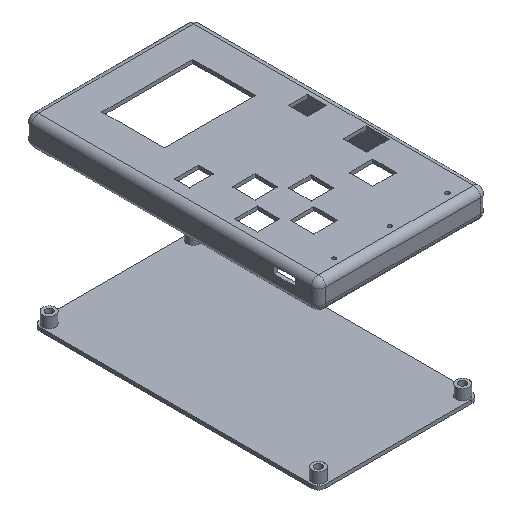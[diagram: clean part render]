
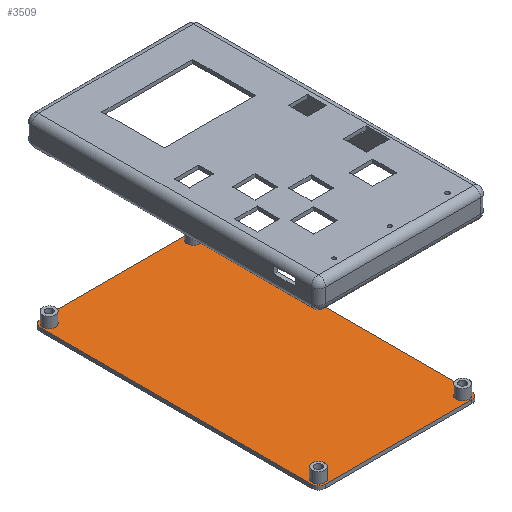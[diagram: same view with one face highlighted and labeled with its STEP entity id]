
A CAD part, isometric view. The second image highlights one B-rep face of the part: STEP entity #3509.
In plain terms, the highlighted planar face has unit normal (0, 0, 1).
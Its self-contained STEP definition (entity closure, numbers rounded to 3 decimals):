
#102 = DIRECTION ( 'NONE',  ( -1., 0., 0. ) ) ;
#119 = FACE_BOUND ( 'NONE', #3792, .T. ) ;
#192 = CIRCLE ( 'NONE', #4062, 2. ) ;
#227 = DIRECTION ( 'NONE',  ( -1., 0., 0. ) ) ;
#245 = ORIENTED_EDGE ( 'NONE', *, *, #1079, .F. ) ;
#247 = DIRECTION ( 'NONE',  ( -1., 0., 0. ) ) ;
#275 = ORIENTED_EDGE ( 'NONE', *, *, #2392, .T. ) ;
#283 = CARTESIAN_POINT ( 'NONE',  ( 2.286, 77.724, -50. ) ) ;
#294 = CARTESIAN_POINT ( 'NONE',  ( 42.672, 2.286, -50. ) ) ;
#346 = LINE ( 'NONE', #3989, #3245 ) ;
#367 = EDGE_LOOP ( 'NONE', ( #4723, #3852 ) ) ;
#438 = DIRECTION ( 'NONE',  ( 0., 0., -1. ) ) ;
#441 = EDGE_LOOP ( 'NONE', ( #2626, #275 ) ) ;
#489 = EDGE_LOOP ( 'NONE', ( #4839, #2927, #1235, #4875, #2869, #245, #2309, #1708 ) ) ;
#493 = VERTEX_POINT ( 'NONE', #1014 ) ;
#534 = VECTOR ( 'NONE', #3574, 1000. ) ;
#541 = EDGE_CURVE ( 'NONE', #3237, #2931, #4756, .T. ) ;
#559 = ORIENTED_EDGE ( 'NONE', *, *, #910, .T. ) ;
#611 = DIRECTION ( 'NONE',  ( 0., 0., -1. ) ) ;
#642 = VERTEX_POINT ( 'NONE', #1991 ) ;
#656 = CIRCLE ( 'NONE', #1032, 1.8 ) ;
#714 = CARTESIAN_POINT ( 'NONE',  ( 43., 0., -50. ) ) ;
#743 = DIRECTION ( 'NONE',  ( -1., 0., 0. ) ) ;
#773 = AXIS2_PLACEMENT_3D ( 'NONE', #3825, #4617, #4234 ) ;
#776 = DIRECTION ( 'NONE',  ( 0., 0., -1. ) ) ;
#805 = AXIS2_PLACEMENT_3D ( 'NONE', #294, #3650, #1380 ) ;
#828 = LINE ( 'NONE', #924, #534 ) ;
#845 = CARTESIAN_POINT ( 'NONE',  ( 2., 80., -50. ) ) ;
#891 = CARTESIAN_POINT ( 'NONE',  ( 42.672, 2.286, -50. ) ) ;
#910 = EDGE_CURVE ( 'NONE', #4372, #4203, #1186, .T. ) ;
#924 = CARTESIAN_POINT ( 'NONE',  ( 0., 0., -50. ) ) ;
#944 = AXIS2_PLACEMENT_3D ( 'NONE', #3111, #3553, #2050 ) ;
#970 = AXIS2_PLACEMENT_3D ( 'NONE', #4219, #438, #2339 ) ;
#975 = VERTEX_POINT ( 'NONE', #845 ) ;
#1000 = AXIS2_PLACEMENT_3D ( 'NONE', #3415, #2286, #4935 ) ;
#1014 = CARTESIAN_POINT ( 'NONE',  ( 43., 80., -50. ) ) ;
#1028 = CIRCLE ( 'NONE', #4911, 1.8 ) ;
#1032 = AXIS2_PLACEMENT_3D ( 'NONE', #283, #2940, #3307 ) ;
#1065 = LINE ( 'NONE', #3313, #3192 ) ;
#1079 = EDGE_CURVE ( 'NONE', #2944, #1642, #1065, .T. ) ;
#1186 = CIRCLE ( 'NONE', #4225, 1.8 ) ;
#1235 = ORIENTED_EDGE ( 'NONE', *, *, #1432, .F. ) ;
#1331 = CIRCLE ( 'NONE', #3321, 1.8 ) ;
#1380 = DIRECTION ( 'NONE',  ( -1., 0., 0. ) ) ;
#1385 = CARTESIAN_POINT ( 'NONE',  ( 4.086, 77.724, -50. ) ) ;
#1432 = EDGE_CURVE ( 'NONE', #642, #975, #3069, .T. ) ;
#1466 = DIRECTION ( 'NONE',  ( 0., 0., -1. ) ) ;
#1529 = ORIENTED_EDGE ( 'NONE', *, *, #4675, .T. ) ;
#1566 = VERTEX_POINT ( 'NONE', #4333 ) ;
#1602 = DIRECTION ( 'NONE',  ( 0., 0., -1. ) ) ;
#1642 = VERTEX_POINT ( 'NONE', #2105 ) ;
#1645 = VERTEX_POINT ( 'NONE', #1385 ) ;
#1708 = ORIENTED_EDGE ( 'NONE', *, *, #541, .F. ) ;
#1747 = VERTEX_POINT ( 'NONE', #2232 ) ;
#1796 = EDGE_CURVE ( 'NONE', #4203, #4372, #3279, .T. ) ;
#1798 = FACE_BOUND ( 'NONE', #441, .T. ) ;
#1824 = CARTESIAN_POINT ( 'NONE',  ( 45., 78., -50. ) ) ;
#1849 = EDGE_CURVE ( 'NONE', #4726, #1566, #1331, .T. ) ;
#1882 = CARTESIAN_POINT ( 'NONE',  ( 0.486, 2.286, -50. ) ) ;
#1887 = DIRECTION ( 'NONE',  ( 0., -1., 0. ) ) ;
#1910 = FACE_OUTER_BOUND ( 'NONE', #489, .T. ) ;
#1991 = CARTESIAN_POINT ( 'NONE',  ( 0., 78., -50. ) ) ;
#2050 = DIRECTION ( 'NONE',  ( -1., 0., 0. ) ) ;
#2105 = CARTESIAN_POINT ( 'NONE',  ( 2., 0., -50. ) ) ;
#2199 = DIRECTION ( 'NONE',  ( -1., 0., 0. ) ) ;
#2227 = CARTESIAN_POINT ( 'NONE',  ( 2.286, 77.724, -50. ) ) ;
#2232 = CARTESIAN_POINT ( 'NONE',  ( 0., 2., -50. ) ) ;
#2273 = AXIS2_PLACEMENT_3D ( 'NONE', #891, #1602, #4256 ) ;
#2286 = DIRECTION ( 'NONE',  ( 0., 0., 1. ) ) ;
#2309 = ORIENTED_EDGE ( 'NONE', *, *, #2771, .F. ) ;
#2339 = DIRECTION ( 'NONE',  ( -1., 0., 0. ) ) ;
#2392 = EDGE_CURVE ( 'NONE', #1566, #4726, #1028, .T. ) ;
#2595 = DIRECTION ( 'NONE',  ( -1., 0., 0. ) ) ;
#2606 = DIRECTION ( 'NONE',  ( 0., 0., -1. ) ) ;
#2607 = VERTEX_POINT ( 'NONE', #4672 ) ;
#2626 = ORIENTED_EDGE ( 'NONE', *, *, #1849, .T. ) ;
#2642 = EDGE_CURVE ( 'NONE', #2607, #4265, #2873, .T. ) ;
#2654 = CARTESIAN_POINT ( 'NONE',  ( 45., 0., -50. ) ) ;
#2771 = EDGE_CURVE ( 'NONE', #2931, #2944, #192, .T. ) ;
#2803 = FACE_BOUND ( 'NONE', #3573, .T. ) ;
#2865 = FACE_BOUND ( 'NONE', #367, .T. ) ;
#2869 = ORIENTED_EDGE ( 'NONE', *, *, #4749, .F. ) ;
#2873 = CIRCLE ( 'NONE', #2273, 1.8 ) ;
#2927 = ORIENTED_EDGE ( 'NONE', *, *, #4416, .T. ) ;
#2931 = VERTEX_POINT ( 'NONE', #3813 ) ;
#2940 = DIRECTION ( 'NONE',  ( 0., 0., -1. ) ) ;
#2944 = VERTEX_POINT ( 'NONE', #714 ) ;
#3066 = AXIS2_PLACEMENT_3D ( 'NONE', #4092, #4469, #2199 ) ;
#3069 = CIRCLE ( 'NONE', #944, 2. ) ;
#3111 = CARTESIAN_POINT ( 'NONE',  ( 2., 78., -50. ) ) ;
#3192 = VECTOR ( 'NONE', #2595, 1000. ) ;
#3236 = EDGE_CURVE ( 'NONE', #3409, #1645, #656, .T. ) ;
#3237 = VERTEX_POINT ( 'NONE', #1824 ) ;
#3245 = VECTOR ( 'NONE', #247, 1000. ) ;
#3253 = CIRCLE ( 'NONE', #1000, 2. ) ;
#3279 = CIRCLE ( 'NONE', #3066, 1.8 ) ;
#3307 = DIRECTION ( 'NONE',  ( -1., 0., 0. ) ) ;
#3313 = CARTESIAN_POINT ( 'NONE',  ( 0., 0., -50. ) ) ;
#3321 = AXIS2_PLACEMENT_3D ( 'NONE', #4196, #776, #3425 ) ;
#3361 = CIRCLE ( 'NONE', #970, 2. ) ;
#3409 = VERTEX_POINT ( 'NONE', #3876 ) ;
#3415 = CARTESIAN_POINT ( 'NONE',  ( 43., 78., -50. ) ) ;
#3425 = DIRECTION ( 'NONE',  ( -1., 0., 0. ) ) ;
#3443 = CARTESIAN_POINT ( 'NONE',  ( 44.472, 77.724, -50. ) ) ;
#3490 = PLANE ( 'NONE',  #773 ) ;
#3504 = CARTESIAN_POINT ( 'NONE',  ( 2.286, 2.286, -50. ) ) ;
#3509 = ADVANCED_FACE ( 'NONE', ( #1798, #2865, #2803, #119, #1910 ), #3490, .F. ) ;
#3553 = DIRECTION ( 'NONE',  ( 0., 0., -1. ) ) ;
#3558 = EDGE_CURVE ( 'NONE', #642, #1747, #828, .T. ) ;
#3573 = EDGE_LOOP ( 'NONE', ( #4919, #1529 ) ) ;
#3574 = DIRECTION ( 'NONE',  ( 0., -1., 0. ) ) ;
#3615 = VECTOR ( 'NONE', #1887, 1000. ) ;
#3650 = DIRECTION ( 'NONE',  ( 0., 0., -1. ) ) ;
#3691 = DIRECTION ( 'NONE',  ( -1., 0., 0. ) ) ;
#3792 = EDGE_LOOP ( 'NONE', ( #559, #3943 ) ) ;
#3813 = CARTESIAN_POINT ( 'NONE',  ( 45., 2., -50. ) ) ;
#3825 = CARTESIAN_POINT ( 'NONE',  ( 0., 0., -50. ) ) ;
#3852 = ORIENTED_EDGE ( 'NONE', *, *, #2642, .T. ) ;
#3859 = AXIS2_PLACEMENT_3D ( 'NONE', #2227, #1466, #743 ) ;
#3876 = CARTESIAN_POINT ( 'NONE',  ( 0.486, 77.724, -50. ) ) ;
#3943 = ORIENTED_EDGE ( 'NONE', *, *, #1796, .T. ) ;
#3955 = CARTESIAN_POINT ( 'NONE',  ( 40.872, 2.286, -50. ) ) ;
#3971 = EDGE_CURVE ( 'NONE', #3237, #493, #3253, .T. ) ;
#3989 = CARTESIAN_POINT ( 'NONE',  ( 0., 80., -50. ) ) ;
#4011 = CARTESIAN_POINT ( 'NONE',  ( 40.872, 77.724, -50. ) ) ;
#4026 = CARTESIAN_POINT ( 'NONE',  ( 42.672, 77.724, -50. ) ) ;
#4062 = AXIS2_PLACEMENT_3D ( 'NONE', #4509, #2606, #3691 ) ;
#4092 = CARTESIAN_POINT ( 'NONE',  ( 42.672, 77.724, -50. ) ) ;
#4158 = CIRCLE ( 'NONE', #805, 1.8 ) ;
#4196 = CARTESIAN_POINT ( 'NONE',  ( 2.286, 2.286, -50. ) ) ;
#4203 = VERTEX_POINT ( 'NONE', #3443 ) ;
#4212 = CIRCLE ( 'NONE', #3859, 1.8 ) ;
#4219 = CARTESIAN_POINT ( 'NONE',  ( 2., 2., -50. ) ) ;
#4225 = AXIS2_PLACEMENT_3D ( 'NONE', #4026, #611, #227 ) ;
#4234 = DIRECTION ( 'NONE',  ( -1., 0., 0. ) ) ;
#4256 = DIRECTION ( 'NONE',  ( -1., 0., 0. ) ) ;
#4265 = VERTEX_POINT ( 'NONE', #3955 ) ;
#4333 = CARTESIAN_POINT ( 'NONE',  ( 4.086, 2.286, -50. ) ) ;
#4372 = VERTEX_POINT ( 'NONE', #4011 ) ;
#4416 = EDGE_CURVE ( 'NONE', #493, #975, #346, .T. ) ;
#4469 = DIRECTION ( 'NONE',  ( 0., 0., -1. ) ) ;
#4509 = CARTESIAN_POINT ( 'NONE',  ( 43., 2., -50. ) ) ;
#4614 = EDGE_CURVE ( 'NONE', #4265, #2607, #4158, .T. ) ;
#4617 = DIRECTION ( 'NONE',  ( 0., 0., -1. ) ) ;
#4660 = DIRECTION ( 'NONE',  ( 0., 0., -1. ) ) ;
#4672 = CARTESIAN_POINT ( 'NONE',  ( 44.472, 2.286, -50. ) ) ;
#4675 = EDGE_CURVE ( 'NONE', #1645, #3409, #4212, .T. ) ;
#4723 = ORIENTED_EDGE ( 'NONE', *, *, #4614, .T. ) ;
#4726 = VERTEX_POINT ( 'NONE', #1882 ) ;
#4749 = EDGE_CURVE ( 'NONE', #1642, #1747, #3361, .T. ) ;
#4756 = LINE ( 'NONE', #2654, #3615 ) ;
#4839 = ORIENTED_EDGE ( 'NONE', *, *, #3971, .T. ) ;
#4875 = ORIENTED_EDGE ( 'NONE', *, *, #3558, .T. ) ;
#4911 = AXIS2_PLACEMENT_3D ( 'NONE', #3504, #4660, #102 ) ;
#4919 = ORIENTED_EDGE ( 'NONE', *, *, #3236, .T. ) ;
#4935 = DIRECTION ( 'NONE',  ( -1., 0., 0. ) ) ;
